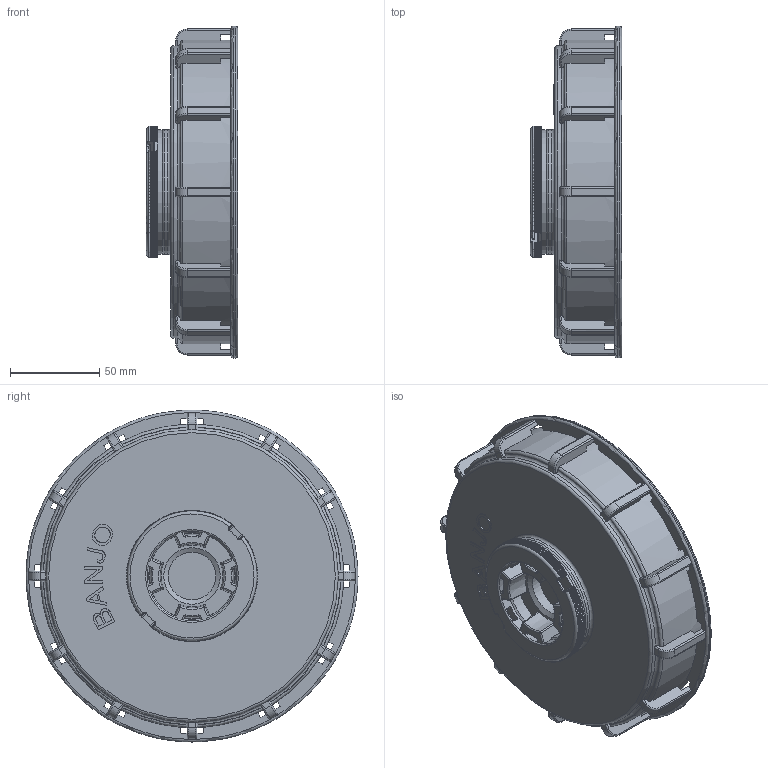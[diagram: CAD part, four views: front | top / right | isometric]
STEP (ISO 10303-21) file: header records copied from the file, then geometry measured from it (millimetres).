
FILE_DESCRIPTION(/* description */ ('IBC TNK LID-2" BUNG,SANTOPRNE'),/* implementation_level */ '2;1');
FILE_NAME(/* name */ 'TL651S.stp',/* time_stamp */ '2023-07-25T13:36:30-04:00',/* author */ ('MJC'),/* organization */ (''),/* preprocessor_version */ 'ST-DEVELOPER v18.1',/* originating_system */ 'Autodesk Inventor 2022',/* authorisation */ '');
FILE_SCHEMA (('AUTOMOTIVE_DESIGN { 1 0 10303 214 3 1 1 }'));
Products named in the file (6): TL651S; TL6502; TL6521S; 231MPT; 230MPT; 200MPTG
Assembly tree (5 placements, depth 3):
  TL651S
    TL6502
    TL6521S
    231MPT
      230MPT
      200MPTG
Bounding box: 51.31 x 186.18 x 186.18 mm (x, y, z)
Volume: 313906.1 mm3; surface area: 162223.3 mm2
Topology: 4 solids, 4 shells, 1861 faces, 4975 edges, 3110 vertices
Faces by surface type: plane 1000, cylinder 641, torus 98, bspline 70, cone 44, sphere 8
Full cylindrical faces by diameter (mm): 26.67 x1, 58.42 x1, 60.452 x2, 69.85 x3, 135.318 x1, 154.178 x1, 155.575 x2, 163.195 x3, 163.83 x1, 170.18 x1, 186.182 x1
Entity records: 63461 total; most frequent: CARTESIAN_POINT 16261, DIRECTION 10040, ORIENTED_EDGE 9950, EDGE_CURVE 4975, AXIS2_PLACEMENT_3D 3624, VERTEX_POINT 3110, LINE 2792, VECTOR 2792
